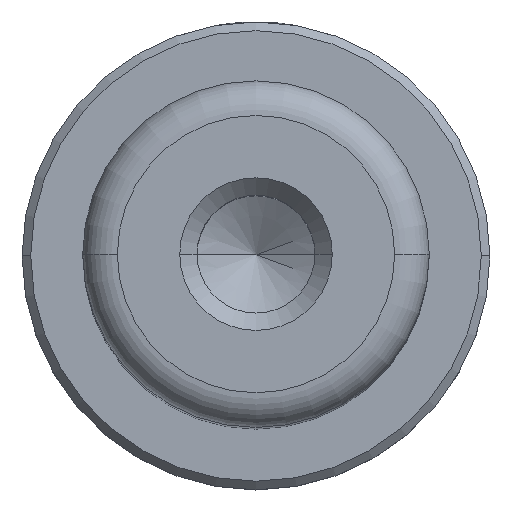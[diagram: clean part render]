
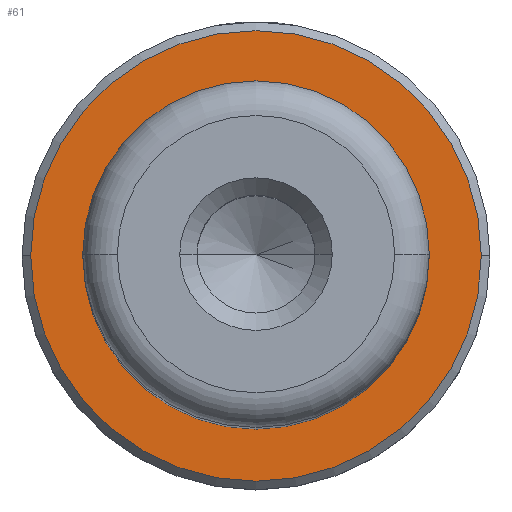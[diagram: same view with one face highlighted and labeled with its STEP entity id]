
A CAD part, top view. The second image highlights one B-rep face of the part: STEP entity #61.
In plain terms, the highlighted planar face has unit normal (0, 0, 1).
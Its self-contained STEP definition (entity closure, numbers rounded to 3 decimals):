
#22 = DIRECTION ( 'NONE',  ( -1., 0., 0. ) ) ;
#61 = ADVANCED_FACE ( 'NONE', ( #402, #392 ), #1978, .T. ) ;
#82 = VERTEX_POINT ( 'NONE', #1416 ) ;
#149 = DIRECTION ( 'NONE',  ( 1., 0., 0. ) ) ;
#155 = DIRECTION ( 'NONE',  ( 0., 0., 1. ) ) ;
#163 = CARTESIAN_POINT ( 'NONE',  ( 0., 0., 18. ) ) ;
#271 = ORIENTED_EDGE ( 'NONE', *, *, #614, .T. ) ;
#312 = EDGE_LOOP ( 'NONE', ( #271, #1590 ) ) ;
#326 = EDGE_LOOP ( 'NONE', ( #844, #497 ) ) ;
#372 = VERTEX_POINT ( 'NONE', #1506 ) ;
#392 = FACE_BOUND ( 'NONE', #326, .T. ) ;
#402 = FACE_OUTER_BOUND ( 'NONE', #312, .T. ) ;
#411 = AXIS2_PLACEMENT_3D ( 'NONE', #579, #1693, #738 ) ;
#453 = VERTEX_POINT ( 'NONE', #978 ) ;
#484 = CIRCLE ( 'NONE', #411, 13. ) ;
#497 = ORIENTED_EDGE ( 'NONE', *, *, #1483, .T. ) ;
#540 = CIRCLE ( 'NONE', #1569, 9.5 ) ;
#579 = CARTESIAN_POINT ( 'NONE',  ( 0., 0., 18. ) ) ;
#614 = EDGE_CURVE ( 'NONE', #82, #1661, #724, .T. ) ;
#623 = DIRECTION ( 'NONE',  ( 1., 0., 0. ) ) ;
#690 = DIRECTION ( 'NONE',  ( 0., 0., 1. ) ) ;
#691 = AXIS2_PLACEMENT_3D ( 'NONE', #163, #155, #149 ) ;
#724 = CIRCLE ( 'NONE', #691, 13. ) ;
#738 = DIRECTION ( 'NONE',  ( 1., 0., 0. ) ) ;
#746 = DIRECTION ( 'NONE',  ( 0., 0., -1. ) ) ;
#844 = ORIENTED_EDGE ( 'NONE', *, *, #1892, .T. ) ;
#978 = CARTESIAN_POINT ( 'NONE',  ( 9.5, 0., 18. ) ) ;
#1055 = DIRECTION ( 'NONE',  ( 0., 0., -1. ) ) ;
#1154 = CARTESIAN_POINT ( 'NONE',  ( 13., 0., 18. ) ) ;
#1324 = AXIS2_PLACEMENT_3D ( 'NONE', #2075, #690, #623 ) ;
#1416 = CARTESIAN_POINT ( 'NONE',  ( -13., 0., 18. ) ) ;
#1483 = EDGE_CURVE ( 'NONE', #453, #372, #1543, .T. ) ;
#1506 = CARTESIAN_POINT ( 'NONE',  ( -9.5, 0., 18. ) ) ;
#1529 = EDGE_CURVE ( 'NONE', #1661, #82, #484, .T. ) ;
#1543 = CIRCLE ( 'NONE', #2041, 9.5 ) ;
#1569 = AXIS2_PLACEMENT_3D ( 'NONE', #1699, #746, #1855 ) ;
#1590 = ORIENTED_EDGE ( 'NONE', *, *, #1529, .T. ) ;
#1661 = VERTEX_POINT ( 'NONE', #1154 ) ;
#1693 = DIRECTION ( 'NONE',  ( 0., 0., 1. ) ) ;
#1699 = CARTESIAN_POINT ( 'NONE',  ( 0., 0., 18. ) ) ;
#1855 = DIRECTION ( 'NONE',  ( -1., 0., 0. ) ) ;
#1892 = EDGE_CURVE ( 'NONE', #372, #453, #540, .T. ) ;
#1974 = CARTESIAN_POINT ( 'NONE',  ( 0., 0., 18. ) ) ;
#1978 = PLANE ( 'NONE',  #1324 ) ;
#2041 = AXIS2_PLACEMENT_3D ( 'NONE', #1974, #1055, #22 ) ;
#2075 = CARTESIAN_POINT ( 'NONE',  ( 0., 0., 18. ) ) ;
